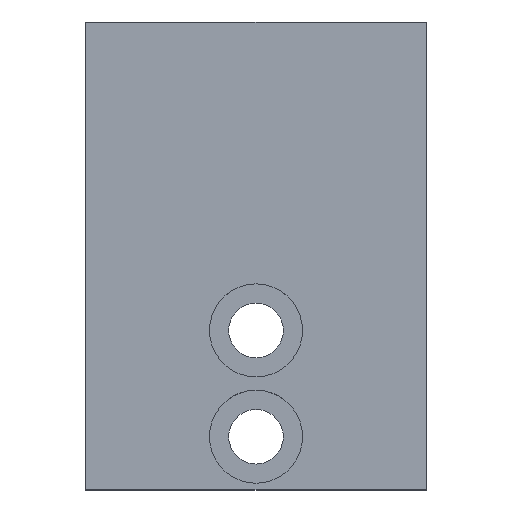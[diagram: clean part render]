
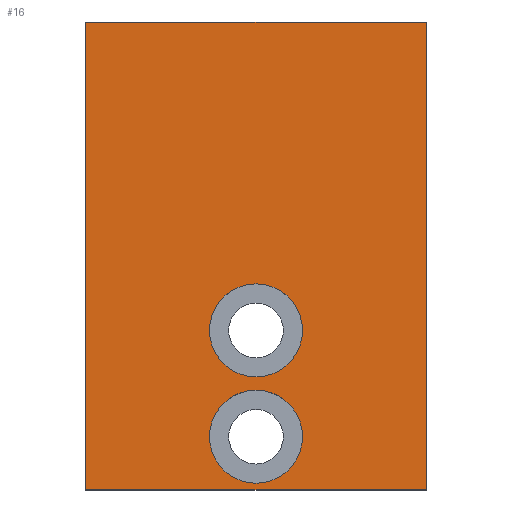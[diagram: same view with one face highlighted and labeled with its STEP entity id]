
A CAD part, top view. The second image highlights one B-rep face of the part: STEP entity #16.
In plain terms, the highlighted planar face has unit normal (0, 0, 1).
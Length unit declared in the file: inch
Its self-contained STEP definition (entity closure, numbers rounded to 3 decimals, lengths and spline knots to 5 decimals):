
#16 = ADVANCED_FACE ( 'NONE', ( #127, #211, #92 ), #374, .T. ) ;
#20 = EDGE_CURVE ( 'NONE', #51, #192, #121, .T. ) ;
#28 = EDGE_CURVE ( 'NONE', #251, #89, #254, .T. ) ;
#36 = VECTOR ( 'NONE', #282, 39.37008 ) ;
#44 = LINE ( 'NONE', #405, #55 ) ;
#51 = VERTEX_POINT ( 'NONE', #365 ) ;
#53 = CIRCLE ( 'NONE', #481, 0.1094 ) ;
#55 = VECTOR ( 'NONE', #316, 39.37008 ) ;
#60 = LINE ( 'NONE', #320, #96 ) ;
#89 = VERTEX_POINT ( 'NONE', #423 ) ;
#91 = ORIENTED_EDGE ( 'NONE', *, *, #531, .T. ) ;
#92 = FACE_OUTER_BOUND ( 'NONE', #125, .T. ) ;
#95 = VERTEX_POINT ( 'NONE', #387 ) ;
#96 = VECTOR ( 'NONE', #339, 39.37008 ) ;
#100 = VERTEX_POINT ( 'NONE', #466 ) ;
#121 = CIRCLE ( 'NONE', #520, 0.1094 ) ;
#125 = EDGE_LOOP ( 'NONE', ( #269, #188, #253, #91 ) ) ;
#127 = FACE_BOUND ( 'NONE', #227, .T. ) ;
#133 = CIRCLE ( 'NONE', #483, 0.1094 ) ;
#173 = VECTOR ( 'NONE', #307, 39.37008 ) ;
#188 = ORIENTED_EDGE ( 'NONE', *, *, #534, .T. ) ;
#192 = VERTEX_POINT ( 'NONE', #278 ) ;
#200 = CIRCLE ( 'NONE', #477, 0.1094 ) ;
#206 = VERTEX_POINT ( 'NONE', #337 ) ;
#208 = EDGE_LOOP ( 'NONE', ( #261, #217 ) ) ;
#211 = FACE_BOUND ( 'NONE', #208, .T. ) ;
#217 = ORIENTED_EDGE ( 'NONE', *, *, #526, .F. ) ;
#227 = EDGE_LOOP ( 'NONE', ( #248, #268 ) ) ;
#231 = VERTEX_POINT ( 'NONE', #444 ) ;
#248 = ORIENTED_EDGE ( 'NONE', *, *, #530, .F. ) ;
#251 = VERTEX_POINT ( 'NONE', #304 ) ;
#252 = LINE ( 'NONE', #397, #36 ) ;
#253 = ORIENTED_EDGE ( 'NONE', *, *, #28, .T. ) ;
#254 = LINE ( 'NONE', #368, #173 ) ;
#261 = ORIENTED_EDGE ( 'NONE', *, *, #20, .F. ) ;
#268 = ORIENTED_EDGE ( 'NONE', *, *, #528, .F. ) ;
#269 = ORIENTED_EDGE ( 'NONE', *, *, #536, .T. ) ;
#278 = CARTESIAN_POINT ( 'NONE',  ( -0.1094, -0.175, 0.19685 ) ) ;
#282 = DIRECTION ( 'NONE',  ( 0., -1., 0. ) ) ;
#295 = CARTESIAN_POINT ( 'NONE',  ( 0., -0.175, 0.19685 ) ) ;
#304 = CARTESIAN_POINT ( 'NONE',  ( 0.4, -0.55, 0.19685 ) ) ;
#307 = DIRECTION ( 'NONE',  ( 0., 1., 0. ) ) ;
#313 = DIRECTION ( 'NONE',  ( 1., 0., 0. ) ) ;
#314 = CARTESIAN_POINT ( 'NONE',  ( 0., -0.425, 0.19685 ) ) ;
#316 = DIRECTION ( 'NONE',  ( 1., 0., 0. ) ) ;
#318 = CARTESIAN_POINT ( 'NONE',  ( 0., -0.175, 0.19685 ) ) ;
#320 = CARTESIAN_POINT ( 'NONE',  ( -0.4, 0.55, 0.19685 ) ) ;
#322 = DIRECTION ( 'NONE',  ( 0., 0., 1. ) ) ;
#337 = CARTESIAN_POINT ( 'NONE',  ( 0.1094, -0.425, 0.19685 ) ) ;
#339 = DIRECTION ( 'NONE',  ( -1., 0., 0. ) ) ;
#365 = CARTESIAN_POINT ( 'NONE',  ( 0.1094, -0.175, 0.19685 ) ) ;
#366 = DIRECTION ( 'NONE',  ( 1., 0., 0. ) ) ;
#368 = CARTESIAN_POINT ( 'NONE',  ( 0.4, 0.55, 0.19685 ) ) ;
#374 = PLANE ( 'NONE',  #472 ) ;
#375 = DIRECTION ( 'NONE',  ( 0., 0., 1. ) ) ;
#385 = DIRECTION ( 'NONE',  ( 0., 0., 1. ) ) ;
#387 = CARTESIAN_POINT ( 'NONE',  ( -0.1094, -0.425, 0.19685 ) ) ;
#391 = DIRECTION ( 'NONE',  ( 0., 0., 1. ) ) ;
#397 = CARTESIAN_POINT ( 'NONE',  ( -0.4, 0.55, 0.19685 ) ) ;
#398 = CARTESIAN_POINT ( 'NONE',  ( -0.4, -0.55, 0.19685 ) ) ;
#405 = CARTESIAN_POINT ( 'NONE',  ( -0.4, -0.55, 0.19685 ) ) ;
#412 = DIRECTION ( 'NONE',  ( 0., 0., 1. ) ) ;
#419 = CARTESIAN_POINT ( 'NONE',  ( 0., -0.425, 0.19685 ) ) ;
#423 = CARTESIAN_POINT ( 'NONE',  ( 0.4, 0.55, 0.19685 ) ) ;
#425 = DIRECTION ( 'NONE',  ( 1., 0., 0. ) ) ;
#428 = DIRECTION ( 'NONE',  ( 1., 0., 0. ) ) ;
#444 = CARTESIAN_POINT ( 'NONE',  ( -0.4, -0.55, 0.19685 ) ) ;
#453 = DIRECTION ( 'NONE',  ( 1., 0., 0. ) ) ;
#466 = CARTESIAN_POINT ( 'NONE',  ( -0.4, 0.55, 0.19685 ) ) ;
#472 = AXIS2_PLACEMENT_3D ( 'NONE', #398, #412, #453 ) ;
#477 = AXIS2_PLACEMENT_3D ( 'NONE', #318, #391, #428 ) ;
#481 = AXIS2_PLACEMENT_3D ( 'NONE', #314, #322, #313 ) ;
#483 = AXIS2_PLACEMENT_3D ( 'NONE', #419, #385, #366 ) ;
#520 = AXIS2_PLACEMENT_3D ( 'NONE', #295, #375, #425 ) ;
#526 = EDGE_CURVE ( 'NONE', #192, #51, #200, .T. ) ;
#528 = EDGE_CURVE ( 'NONE', #95, #206, #133, .T. ) ;
#530 = EDGE_CURVE ( 'NONE', #206, #95, #53, .T. ) ;
#531 = EDGE_CURVE ( 'NONE', #89, #100, #60, .T. ) ;
#534 = EDGE_CURVE ( 'NONE', #231, #251, #44, .T. ) ;
#536 = EDGE_CURVE ( 'NONE', #100, #231, #252, .T. ) ;
